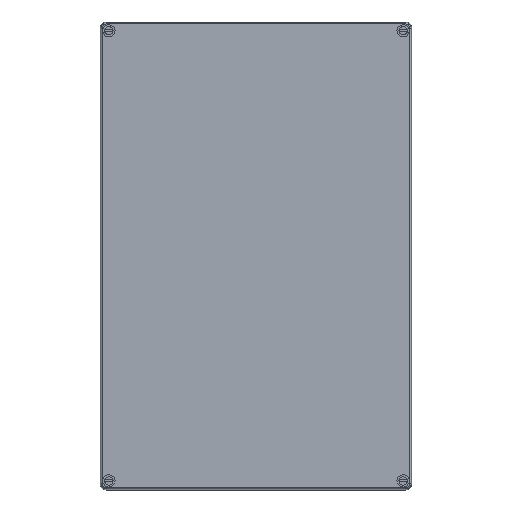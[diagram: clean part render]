
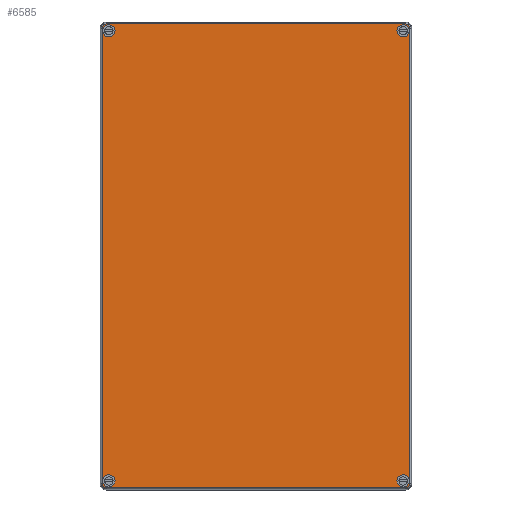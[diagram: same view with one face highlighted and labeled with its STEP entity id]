
A CAD part, top view. The second image highlights one B-rep face of the part: STEP entity #6585.
In plain terms, the highlighted planar face has unit normal (0, 0, 1).
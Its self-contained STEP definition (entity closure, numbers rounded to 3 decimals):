
#6585 = ADVANCED_FACE( '', ( #14582, #14583, #14584, #14585, #14586 ), #14587, .T. );
#14582 = FACE_BOUND( '', #23860, .T. );
#14583 = FACE_BOUND( '', #23861, .T. );
#14584 = FACE_BOUND( '', #23862, .T. );
#14585 = FACE_BOUND( '', #23863, .T. );
#14586 = FACE_OUTER_BOUND( '', #23864, .T. );
#14587 = PLANE( '', #23865 );
#23860 = EDGE_LOOP( '', ( #42987 ) );
#23861 = EDGE_LOOP( '', ( #42988 ) );
#23862 = EDGE_LOOP( '', ( #42989 ) );
#23863 = EDGE_LOOP( '', ( #42990 ) );
#23864 = EDGE_LOOP( '', ( #42991, #42992, #42993, #42994, #42995, #42996, #42997, #42998 ) );
#23865 = AXIS2_PLACEMENT_3D( '', #42999, #43000, #43001 );
#42987 = ORIENTED_EDGE( '', *, *, #60406, .F. );
#42988 = ORIENTED_EDGE( '', *, *, #53642, .F. );
#42989 = ORIENTED_EDGE( '', *, *, #60407, .F. );
#42990 = ORIENTED_EDGE( '', *, *, #60408, .F. );
#42991 = ORIENTED_EDGE( '', *, *, #60409, .F. );
#42992 = ORIENTED_EDGE( '', *, *, #57058, .T. );
#42993 = ORIENTED_EDGE( '', *, *, #60410, .F. );
#42994 = ORIENTED_EDGE( '', *, *, #56448, .T. );
#42995 = ORIENTED_EDGE( '', *, *, #54525, .T. );
#42996 = ORIENTED_EDGE( '', *, *, #60411, .F. );
#42997 = ORIENTED_EDGE( '', *, *, #56809, .T. );
#42998 = ORIENTED_EDGE( '', *, *, #59005, .F. );
#42999 = CARTESIAN_POINT( '', ( 0., 0., 38. ) );
#43000 = DIRECTION( '', ( 0., 0., 1. ) );
#43001 = DIRECTION( '', ( 1., 0., 0. ) );
#53642 = EDGE_CURVE( '', #64203, #64203, #64204, .T. );
#54525 = EDGE_CURVE( '', #65762, #65763, #65764, .F. );
#56448 = EDGE_CURVE( '', #68915, #65762, #68919, .T. );
#56809 = EDGE_CURVE( '', #69498, #69496, #69499, .T. );
#57058 = EDGE_CURVE( '', #69884, #69886, #69888, .T. );
#59005 = EDGE_CURVE( '', #72795, #69496, #72797, .T. );
#60406 = EDGE_CURVE( '', #74670, #74670, #74671, .T. );
#60407 = EDGE_CURVE( '', #74672, #74672, #74673, .T. );
#60408 = EDGE_CURVE( '', #74674, #74674, #74675, .T. );
#60409 = EDGE_CURVE( '', #69884, #72795, #74676, .F. );
#60410 = EDGE_CURVE( '', #68915, #69886, #74677, .T. );
#60411 = EDGE_CURVE( '', #69498, #65763, #74678, .T. );
#64203 = VERTEX_POINT( '', #79361 );
#64204 = CIRCLE( '', #79362, 5.9 );
#65762 = VERTEX_POINT( '', #81490 );
#65763 = VERTEX_POINT( '', #81491 );
#65764 = LINE( '', #81492, #81493 );
#68915 = VERTEX_POINT( '', #85859 );
#68919 = CIRCLE( '', #85863, 4.031 );
#69496 = VERTEX_POINT( '', #86641 );
#69498 = VERTEX_POINT( '', #86643 );
#69499 = LINE( '', #86644, #86645 );
#69884 = VERTEX_POINT( '', #87181 );
#69886 = VERTEX_POINT( '', #87183 );
#69888 = CIRCLE( '', #87185, 4.031 );
#72795 = VERTEX_POINT( '', #91275 );
#72797 = CIRCLE( '', #91277, 4.031 );
#74670 = VERTEX_POINT( '', #93899 );
#74671 = CIRCLE( '', #93900, 5.9 );
#74672 = VERTEX_POINT( '', #93901 );
#74673 = CIRCLE( '', #93902, 5.9 );
#74674 = VERTEX_POINT( '', #93903 );
#74675 = CIRCLE( '', #93904, 5.9 );
#74676 = LINE( '', #93905, #93906 );
#74677 = LINE( '', #93907, #93908 );
#74678 = CIRCLE( '', #93909, 4.031 );
#79361 = CARTESIAN_POINT( '', ( 147.4, -216.5, 38. ) );
#79362 = AXIS2_PLACEMENT_3D( '', #98407, #98408, #98409 );
#81490 = CARTESIAN_POINT( '', ( 148.031, -219., 38. ) );
#81491 = CARTESIAN_POINT( '', ( 148.031, 219., 38. ) );
#81492 = CARTESIAN_POINT( '', ( 148.031, 225., 38. ) );
#81493 = VECTOR( '', #99559, 1000. );
#85859 = CARTESIAN_POINT( '', ( 144., -223.031, 38. ) );
#85863 = AXIS2_PLACEMENT_3D( '', #101825, #101826, #101827 );
#86641 = CARTESIAN_POINT( '', ( -144., 223.031, 38. ) );
#86643 = CARTESIAN_POINT( '', ( 144., 223.031, 38. ) );
#86644 = CARTESIAN_POINT( '', ( 150., 223.031, 38. ) );
#86645 = VECTOR( '', #102293, 1000. );
#87181 = CARTESIAN_POINT( '', ( -148.031, -219., 38. ) );
#87183 = CARTESIAN_POINT( '', ( -144., -223.031, 38. ) );
#87185 = AXIS2_PLACEMENT_3D( '', #102559, #102560, #102561 );
#91275 = CARTESIAN_POINT( '', ( -148.031, 219., 38. ) );
#91277 = AXIS2_PLACEMENT_3D( '', #104807, #104808, #104809 );
#93899 = CARTESIAN_POINT( '', ( -135.6, -216.5, 38. ) );
#93900 = AXIS2_PLACEMENT_3D( '', #106267, #106268, #106269 );
#93901 = CARTESIAN_POINT( '', ( -135.6, 216.5, 38. ) );
#93902 = AXIS2_PLACEMENT_3D( '', #106270, #106271, #106272 );
#93903 = CARTESIAN_POINT( '', ( 147.4, 216.5, 38. ) );
#93904 = AXIS2_PLACEMENT_3D( '', #106273, #106274, #106275 );
#93905 = CARTESIAN_POINT( '', ( -148.031, 225., 38. ) );
#93906 = VECTOR( '', #106276, 1000. );
#93907 = CARTESIAN_POINT( '', ( 150., -223.031, 38. ) );
#93908 = VECTOR( '', #106277, 1000. );
#93909 = AXIS2_PLACEMENT_3D( '', #106278, #106279, #106280 );
#98407 = CARTESIAN_POINT( '', ( 141.5, -216.5, 38. ) );
#98408 = DIRECTION( '', ( 0., 0., 1. ) );
#98409 = DIRECTION( '', ( 1., 0., 0. ) );
#99559 = DIRECTION( '', ( 0., -1., 0. ) );
#101825 = CARTESIAN_POINT( '', ( 144., -219., 38. ) );
#101826 = DIRECTION( '', ( 0., 0., 1. ) );
#101827 = DIRECTION( '', ( 1., 0., 0. ) );
#102293 = DIRECTION( '', ( -1., 0., 0. ) );
#102559 = CARTESIAN_POINT( '', ( -144., -219., 38. ) );
#102560 = DIRECTION( '', ( 0., 0., 1. ) );
#102561 = DIRECTION( '', ( 1., 0., 0. ) );
#104807 = CARTESIAN_POINT( '', ( -144., 219., 38. ) );
#104808 = DIRECTION( '', ( 0., 0., -1. ) );
#104809 = DIRECTION( '', ( -1., 0., 0. ) );
#106267 = CARTESIAN_POINT( '', ( -141.5, -216.5, 38. ) );
#106268 = DIRECTION( '', ( 0., 0., 1. ) );
#106269 = DIRECTION( '', ( 1., 0., 0. ) );
#106270 = CARTESIAN_POINT( '', ( -141.5, 216.5, 38. ) );
#106271 = DIRECTION( '', ( 0., 0., 1. ) );
#106272 = DIRECTION( '', ( 1., 0., 0. ) );
#106273 = CARTESIAN_POINT( '', ( 141.5, 216.5, 38. ) );
#106274 = DIRECTION( '', ( 0., 0., 1. ) );
#106275 = DIRECTION( '', ( 1., 0., 0. ) );
#106276 = DIRECTION( '', ( 0., -1., 0. ) );
#106277 = DIRECTION( '', ( -1., 0., 0. ) );
#106278 = CARTESIAN_POINT( '', ( 144., 219., 38. ) );
#106279 = DIRECTION( '', ( 0., 0., -1. ) );
#106280 = DIRECTION( '', ( -1., 0., 0. ) );
